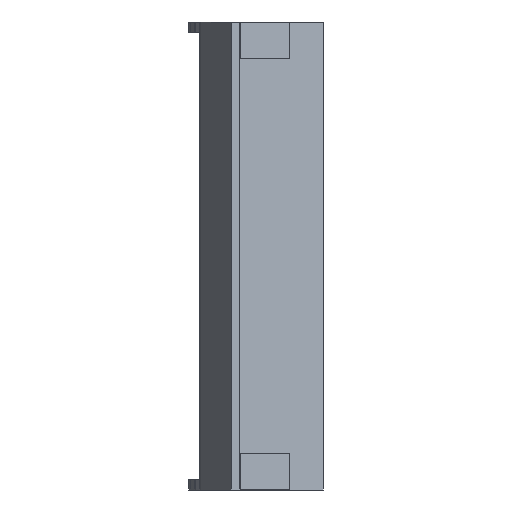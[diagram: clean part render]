
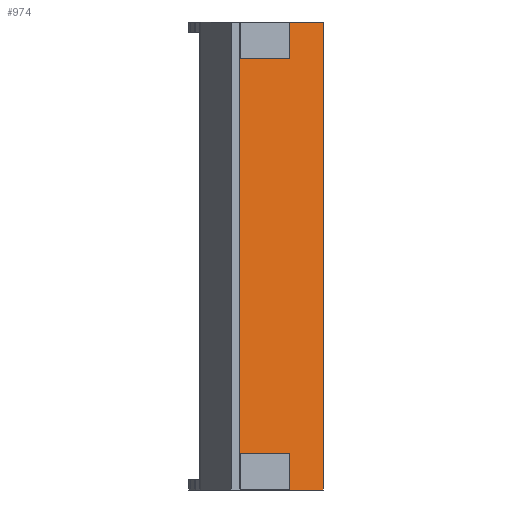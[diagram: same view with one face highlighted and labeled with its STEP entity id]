
A CAD part, front view. The second image highlights one B-rep face of the part: STEP entity #974.
In plain terms, the highlighted planar face has unit normal (0.513, -0.858, 0).
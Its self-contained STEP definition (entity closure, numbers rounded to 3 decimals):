
#23 = VECTOR ( 'NONE', #429, 1000. ) ;
#28 = VECTOR ( 'NONE', #451, 1000. ) ;
#41 = VERTEX_POINT ( 'NONE', #1208 ) ;
#75 = VECTOR ( 'NONE', #1397, 1000. ) ;
#78 = VECTOR ( 'NONE', #1408, 1000. ) ;
#87 = CARTESIAN_POINT ( 'NONE',  ( -14.912, 58.722, 199.959 ) ) ;
#91 = ORIENTED_EDGE ( 'NONE', *, *, #1057, .T. ) ;
#109 = VECTOR ( 'NONE', #926, 1000. ) ;
#115 = ORIENTED_EDGE ( 'NONE', *, *, #306, .T. ) ;
#119 = CARTESIAN_POINT ( 'NONE',  ( -32.591, 48.147, 129.1 ) ) ;
#129 = CARTESIAN_POINT ( 'NONE',  ( -29.798, 49.817, 199.959 ) ) ;
#141 = EDGE_CURVE ( 'NONE', #880, #41, #906, .T. ) ;
#166 = CARTESIAN_POINT ( 'NONE',  ( -32.591, 48.147, 0. ) ) ;
#170 = EDGE_CURVE ( 'NONE', #1562, #1122, #630, .T. ) ;
#206 = EDGE_CURVE ( 'NONE', #1255, #830, #796, .T. ) ;
#259 = EDGE_CURVE ( 'NONE', #1316, #1255, #423, .T. ) ;
#264 = DIRECTION ( 'NONE',  ( -0.513, 0.858, 0. ) ) ;
#272 = VECTOR ( 'NONE', #799, 1000. ) ;
#288 = ORIENTED_EDGE ( 'NONE', *, *, #1156, .T. ) ;
#306 = EDGE_CURVE ( 'NONE', #1122, #880, #579, .T. ) ;
#319 = CARTESIAN_POINT ( 'NONE',  ( -14.912, 58.722, 0. ) ) ;
#328 = EDGE_CURVE ( 'NONE', #1441, #430, #349, .T. ) ;
#349 = LINE ( 'NONE', #87, #1303 ) ;
#398 = CARTESIAN_POINT ( 'NONE',  ( -47.523, 39.215, 199.959 ) ) ;
#423 = LINE ( 'NONE', #436, #109 ) ;
#429 = DIRECTION ( 'NONE',  ( 0., 0., 1. ) ) ;
#430 = VERTEX_POINT ( 'NONE', #319 ) ;
#434 = ORIENTED_EDGE ( 'NONE', *, *, #259, .T. ) ;
#436 = CARTESIAN_POINT ( 'NONE',  ( -29.798, 49.817, 129.1 ) ) ;
#451 = DIRECTION ( 'NONE',  ( -0.858, -0.513, 0. ) ) ;
#456 = ORIENTED_EDGE ( 'NONE', *, *, #206, .T. ) ;
#470 = CARTESIAN_POINT ( 'NONE',  ( -47.436, 39.267, 10.9 ) ) ;
#492 = ORIENTED_EDGE ( 'NONE', *, *, #1005, .T. ) ;
#512 = PLANE ( 'NONE',  #663 ) ;
#516 = LINE ( 'NONE', #398, #1607 ) ;
#531 = DIRECTION ( 'NONE',  ( 0.858, 0.513, 0. ) ) ;
#540 = DIRECTION ( 'NONE',  ( 0., 0., -1. ) ) ;
#557 = CARTESIAN_POINT ( 'NONE',  ( -29.798, 49.817, 140. ) ) ;
#561 = ORIENTED_EDGE ( 'NONE', *, *, #141, .T. ) ;
#565 = DIRECTION ( 'NONE',  ( 0., 0., -1. ) ) ;
#579 = LINE ( 'NONE', #1339, #1069 ) ;
#588 = DIRECTION ( 'NONE',  ( 0., 0., -1. ) ) ;
#617 = ORIENTED_EDGE ( 'NONE', *, *, #1515, .T. ) ;
#630 = LINE ( 'NONE', #1125, #1232 ) ;
#634 = EDGE_CURVE ( 'NONE', #830, #863, #1031, .T. ) ;
#650 = LINE ( 'NONE', #166, #78 ) ;
#657 = LINE ( 'NONE', #1150, #272 ) ;
#663 = AXIS2_PLACEMENT_3D ( 'NONE', #129, #264, #1477 ) ;
#718 = CARTESIAN_POINT ( 'NONE',  ( -47.523, 39.215, 140. ) ) ;
#767 = LINE ( 'NONE', #1018, #1342 ) ;
#796 = LINE ( 'NONE', #1054, #23 ) ;
#798 = CARTESIAN_POINT ( 'NONE',  ( -14.912, 58.722, 140. ) ) ;
#799 = DIRECTION ( 'NONE',  ( -0.015, -0.009, 1. ) ) ;
#814 = VECTOR ( 'NONE', #1399, 1000. ) ;
#830 = VERTEX_POINT ( 'NONE', #844 ) ;
#838 = VERTEX_POINT ( 'NONE', #718 ) ;
#844 = CARTESIAN_POINT ( 'NONE',  ( -47.437, 39.267, 139.9 ) ) ;
#863 = VERTEX_POINT ( 'NONE', #1190 ) ;
#880 = VERTEX_POINT ( 'NONE', #1066 ) ;
#906 = LINE ( 'NONE', #1623, #814 ) ;
#926 = DIRECTION ( 'NONE',  ( -0.858, -0.513, 0. ) ) ;
#934 = ORIENTED_EDGE ( 'NONE', *, *, #1109, .T. ) ;
#967 = LINE ( 'NONE', #557, #28 ) ;
#974 = ADVANCED_FACE ( 'NONE', ( #1377, #1257, #1620 ), #512, .F. ) ;
#983 = VERTEX_POINT ( 'NONE', #1511 ) ;
#1005 = EDGE_CURVE ( 'NONE', #838, #983, #516, .T. ) ;
#1018 = CARTESIAN_POINT ( 'NONE',  ( -29.798, 49.817, 0. ) ) ;
#1031 = LINE ( 'NONE', #1184, #75 ) ;
#1054 = CARTESIAN_POINT ( 'NONE',  ( -47.437, 39.267, 0. ) ) ;
#1057 = EDGE_CURVE ( 'NONE', #863, #1316, #650, .T. ) ;
#1066 = CARTESIAN_POINT ( 'NONE',  ( -32.591, 48.147, 0.1 ) ) ;
#1069 = VECTOR ( 'NONE', #588, 1000. ) ;
#1085 = ORIENTED_EDGE ( 'NONE', *, *, #328, .F. ) ;
#1089 = EDGE_LOOP ( 'NONE', ( #1085, #288, #492, #617 ) ) ;
#1109 = EDGE_CURVE ( 'NONE', #41, #1562, #657, .T. ) ;
#1122 = VERTEX_POINT ( 'NONE', #1188 ) ;
#1125 = CARTESIAN_POINT ( 'NONE',  ( -29.798, 49.817, 10.9 ) ) ;
#1150 = CARTESIAN_POINT ( 'NONE',  ( -47.265, 39.37, -0.36 ) ) ;
#1156 = EDGE_CURVE ( 'NONE', #1441, #838, #967, .T. ) ;
#1164 = DIRECTION ( 'NONE',  ( 0.858, 0.513, 0. ) ) ;
#1184 = CARTESIAN_POINT ( 'NONE',  ( -29.798, 49.817, 139.9 ) ) ;
#1188 = CARTESIAN_POINT ( 'NONE',  ( -32.591, 48.147, 10.9 ) ) ;
#1190 = CARTESIAN_POINT ( 'NONE',  ( -32.591, 48.147, 139.9 ) ) ;
#1208 = CARTESIAN_POINT ( 'NONE',  ( -47.272, 39.366, 0.1 ) ) ;
#1232 = VECTOR ( 'NONE', #531, 1000. ) ;
#1255 = VERTEX_POINT ( 'NONE', #1325 ) ;
#1257 = FACE_BOUND ( 'NONE', #1403, .T. ) ;
#1303 = VECTOR ( 'NONE', #565, 1000. ) ;
#1316 = VERTEX_POINT ( 'NONE', #119 ) ;
#1325 = CARTESIAN_POINT ( 'NONE',  ( -47.437, 39.267, 129.1 ) ) ;
#1339 = CARTESIAN_POINT ( 'NONE',  ( -32.591, 48.147, 0. ) ) ;
#1342 = VECTOR ( 'NONE', #1164, 1000. ) ;
#1377 = FACE_BOUND ( 'NONE', #1587, .T. ) ;
#1397 = DIRECTION ( 'NONE',  ( 0.858, 0.513, 0. ) ) ;
#1399 = DIRECTION ( 'NONE',  ( -0.858, -0.513, 0. ) ) ;
#1403 = EDGE_LOOP ( 'NONE', ( #561, #934, #1482, #115 ) ) ;
#1408 = DIRECTION ( 'NONE',  ( 0., 0., -1. ) ) ;
#1441 = VERTEX_POINT ( 'NONE', #798 ) ;
#1477 = DIRECTION ( 'NONE',  ( -0.858, -0.513, 0. ) ) ;
#1482 = ORIENTED_EDGE ( 'NONE', *, *, #170, .T. ) ;
#1494 = ORIENTED_EDGE ( 'NONE', *, *, #634, .T. ) ;
#1511 = CARTESIAN_POINT ( 'NONE',  ( -47.523, 39.215, 0. ) ) ;
#1515 = EDGE_CURVE ( 'NONE', #983, #430, #767, .T. ) ;
#1562 = VERTEX_POINT ( 'NONE', #470 ) ;
#1587 = EDGE_LOOP ( 'NONE', ( #1494, #91, #434, #456 ) ) ;
#1607 = VECTOR ( 'NONE', #540, 1000. ) ;
#1620 = FACE_OUTER_BOUND ( 'NONE', #1089, .T. ) ;
#1623 = CARTESIAN_POINT ( 'NONE',  ( -29.798, 49.817, 0.1 ) ) ;
